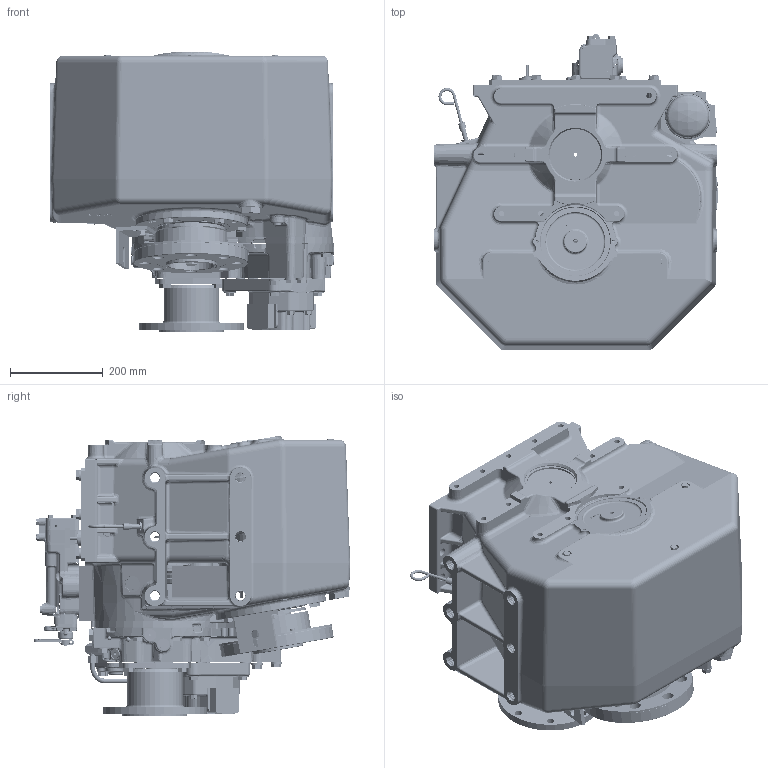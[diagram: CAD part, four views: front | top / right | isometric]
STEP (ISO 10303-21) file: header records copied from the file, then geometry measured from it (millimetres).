
FILE_DESCRIPTION (( 'STEP AP214' ), '1' );
FILE_NAME ('1027907.STEP', '2014-09-19T14:47:53', ( '' ), ( '' ), 'SwSTEP 2.0', 'SolidWorks 2010', '' );
FILE_SCHEMA (( 'AUTOMOTIVE_DESIGN' ));
Length unit declared in the file: millimetre
Products named in the file (1): 1027907
Bounding box: 612.68 x 680.53 x 604.7 mm (x, y, z)
Surface area: 3842918.2 mm2 (no closed solid volume)
Topology: 0 solids, 2129 shells, 7735 faces, 30491 edges, 24325 vertices
Faces by surface type: plane 4424, cylinder 1359, bspline 702, cone 582, torus 488, sphere 180
Entity records: 472971 total; most frequent: CARTESIAN_POINT 147138, DIRECTION 48143, ORIENTED_EDGE 40805, EDGE_CURVE 30352, VERTEX_POINT 24298, LINE 17685, VECTOR 17685, AXIS2_PLACEMENT_3D 15229
